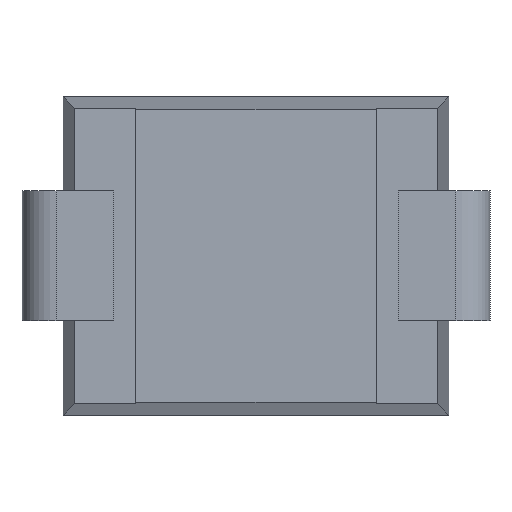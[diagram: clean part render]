
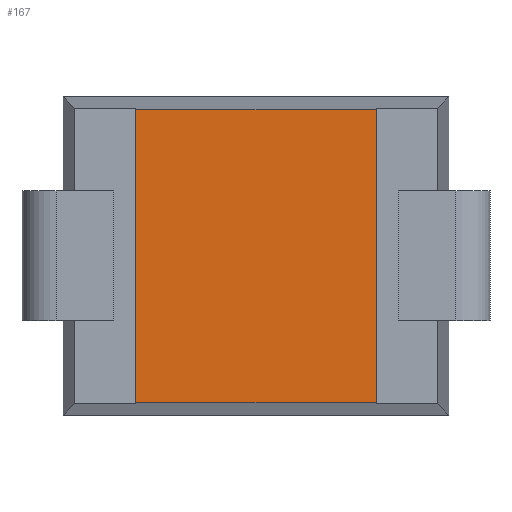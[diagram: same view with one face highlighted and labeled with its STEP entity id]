
A CAD part, front view. The second image highlights one B-rep face of the part: STEP entity #167.
In plain terms, the highlighted planar face has unit normal (0, -1, 0).
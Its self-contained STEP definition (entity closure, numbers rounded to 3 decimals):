
#22 = LINE ( 'NONE', #1082, #1207 ) ;
#53 = CARTESIAN_POINT ( 'NONE',  ( -1.34, 0.203, 1.775 ) ) ;
#116 = PLANE ( 'NONE',  #660 ) ;
#123 = LINE ( 'NONE', #1175, #855 ) ;
#139 = EDGE_CURVE ( 'NONE', #1395, #794, #123, .T. ) ;
#167 = ADVANCED_FACE ( 'NONE', ( #636 ), #116, .F. ) ;
#175 = EDGE_LOOP ( 'NONE', ( #769, #611, #1251, #746 ) ) ;
#282 = DIRECTION ( 'NONE',  ( 1., 0., 0. ) ) ;
#287 = DIRECTION ( 'NONE',  ( 0., 0., -1. ) ) ;
#468 = EDGE_CURVE ( 'NONE', #1313, #1410, #22, .T. ) ;
#504 = DIRECTION ( 'NONE',  ( 0., 1., 0. ) ) ;
#588 = LINE ( 'NONE', #1458, #1447 ) ;
#611 = ORIENTED_EDGE ( 'NONE', *, *, #468, .F. ) ;
#636 = FACE_OUTER_BOUND ( 'NONE', #175, .T. ) ;
#660 = AXIS2_PLACEMENT_3D ( 'NONE', #1058, #504, #1558 ) ;
#746 = ORIENTED_EDGE ( 'NONE', *, *, #139, .T. ) ;
#769 = ORIENTED_EDGE ( 'NONE', *, *, #1189, .F. ) ;
#773 = EDGE_CURVE ( 'NONE', #1313, #1395, #850, .T. ) ;
#794 = VERTEX_POINT ( 'NONE', #840 ) ;
#831 = DIRECTION ( 'NONE',  ( 0., 0., -1. ) ) ;
#840 = CARTESIAN_POINT ( 'NONE',  ( 1.34, 0.203, -1.629 ) ) ;
#850 = LINE ( 'NONE', #53, #912 ) ;
#855 = VECTOR ( 'NONE', #929, 1000. ) ;
#912 = VECTOR ( 'NONE', #831, 1000. ) ;
#929 = DIRECTION ( 'NONE',  ( 1., 0., 0. ) ) ;
#1045 = CARTESIAN_POINT ( 'NONE',  ( -1.34, 0.203, 1.629 ) ) ;
#1058 = CARTESIAN_POINT ( 'NONE',  ( -1.34, 0.203, 1.775 ) ) ;
#1082 = CARTESIAN_POINT ( 'NONE',  ( -2.5, 0.203, 1.629 ) ) ;
#1126 = CARTESIAN_POINT ( 'NONE',  ( -1.34, 0.203, -1.629 ) ) ;
#1175 = CARTESIAN_POINT ( 'NONE',  ( -2.5, 0.203, -1.629 ) ) ;
#1189 = EDGE_CURVE ( 'NONE', #1410, #794, #588, .T. ) ;
#1207 = VECTOR ( 'NONE', #282, 1000. ) ;
#1251 = ORIENTED_EDGE ( 'NONE', *, *, #773, .T. ) ;
#1313 = VERTEX_POINT ( 'NONE', #1045 ) ;
#1395 = VERTEX_POINT ( 'NONE', #1126 ) ;
#1410 = VERTEX_POINT ( 'NONE', #1467 ) ;
#1447 = VECTOR ( 'NONE', #287, 1000. ) ;
#1458 = CARTESIAN_POINT ( 'NONE',  ( 1.34, 0.203, 1.775 ) ) ;
#1467 = CARTESIAN_POINT ( 'NONE',  ( 1.34, 0.203, 1.629 ) ) ;
#1558 = DIRECTION ( 'NONE',  ( 0., 0., 1. ) ) ;
